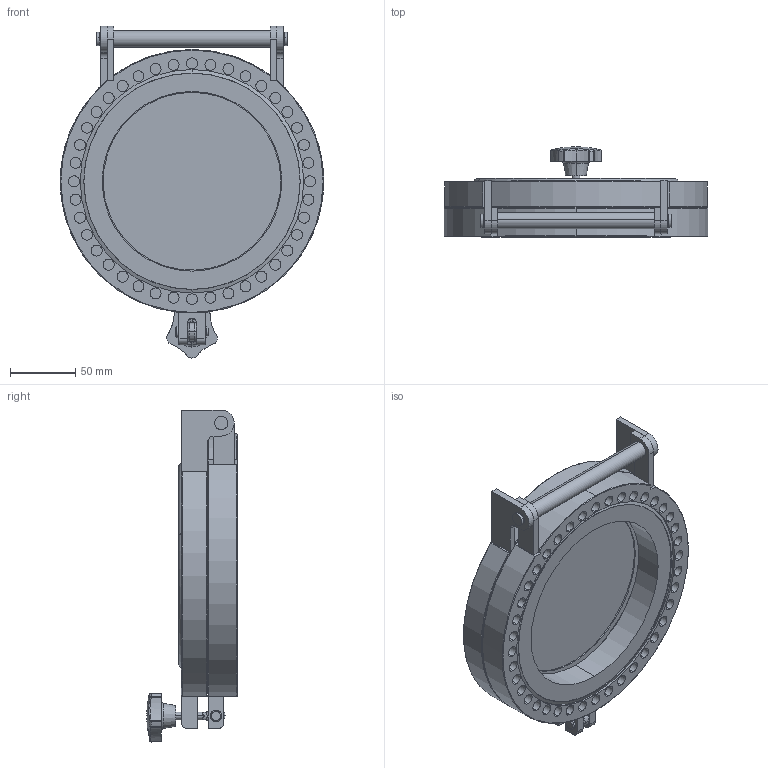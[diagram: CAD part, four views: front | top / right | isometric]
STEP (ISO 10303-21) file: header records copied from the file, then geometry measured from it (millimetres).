
FILE_DESCRIPTION (( 'STEP AP203' ), '1' );
FILE_NAME ('QAD150.STEP', '2019-12-13T09:04:26', ( '' ), ( '' ), 'SwSTEP 2.0', 'SolidWorks 2019', '' );
FILE_SCHEMA (( 'CONFIG_CONTROL_DESIGN' ));
Length unit declared in the file: millimetre
Products named in the file (17): QAD150 INNER LEFT HINGE; QAD150-38-PIN; SPACER TUBE; QAD150-DOOR-01; O-RING-151.77; QAD150 INNER RIGHT HINGE; QAD150-DOOR-02; WDS-8148-212; OUTER HINGE; QAD150; CATCH BLOCK; CATCH PIN; WDS-810-206-40; CATCH RETAINER; QAD150-FLANGE-CBORE; VPZ150-0250; VPZ150-0300
Assembly tree (17 placements, depth 2):
  QAD150
    QAD150-DOOR-01
    QAD150-DOOR-02
    QAD150 INNER LEFT HINGE
    QAD150 INNER RIGHT HINGE
    SPACER TUBE
    QAD150-38-PIN
    OUTER HINGE  x2
    CATCH RETAINER
    CATCH BLOCK
    CATCH PIN
    WDS-810-206-40
    WDS-8148-212
    QAD150-FLANGE-CBORE
    O-RING-151.77
    VPZ150-0300
    VPZ150-0250
Bounding box: 202.28 x 69.24 x 254.92 mm (x, y, z)
Volume: 724659.9 mm3; surface area: 294463.6 mm2
Topology: 19 solids, 19 shells, 545 faces, 1262 edges, 812 vertices
Faces by surface type: cylinder 288, plane 155, torus 34, cone 33, bspline 25, sphere 10
Entity records: 18705 total; most frequent: CARTESIAN_POINT 4136, DIRECTION 2889, ORIENTED_EDGE 2466, EDGE_CURVE 1233, AXIS2_PLACEMENT_3D 1219, VERTEX_POINT 794, EDGE_LOOP 697, CIRCLE 690
